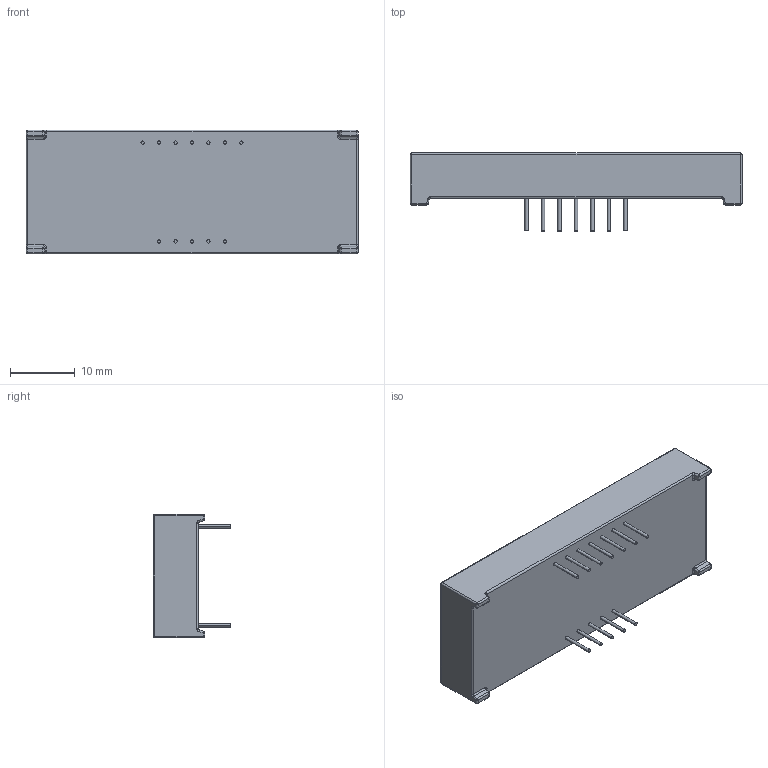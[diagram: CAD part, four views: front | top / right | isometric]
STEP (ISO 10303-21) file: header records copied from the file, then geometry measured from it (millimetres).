
FILE_DESCRIPTION (( 'STEP AP214' ), '1' );
FILE_NAME ('HDSP-B10G.STEP', '2023-02-02T04:44:12', ( '' ), ( '' ), 'SwSTEP 2.0', 'SolidWorks 2021', '' );
FILE_SCHEMA (( 'AUTOMOTIVE_DESIGN' ));
Length unit declared in the file: millimetre
Products named in the file (1): HDSP-B10G
Bounding box: 51.2 x 12 x 19.1 mm (x, y, z)
Volume: 6865.7 mm3; surface area: 5021.2 mm2
Topology: 44 solids, 44 shells, 562 faces, 1354 edges, 860 vertices
Faces by surface type: plane 448, cylinder 80, sphere 20, torus 8, bspline 6
Entity records: 16505 total; most frequent: CARTESIAN_POINT 2875, ORIENTED_EDGE 2668, DIRECTION 2602, EDGE_CURVE 1334, LINE 1156, VECTOR 1156, VERTEX_POINT 860, AXIS2_PLACEMENT_3D 723
